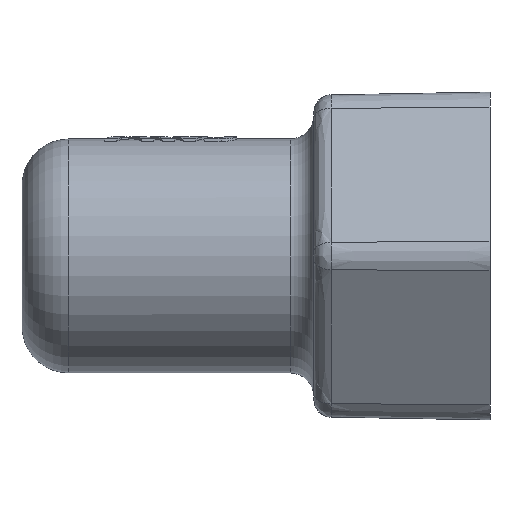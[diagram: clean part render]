
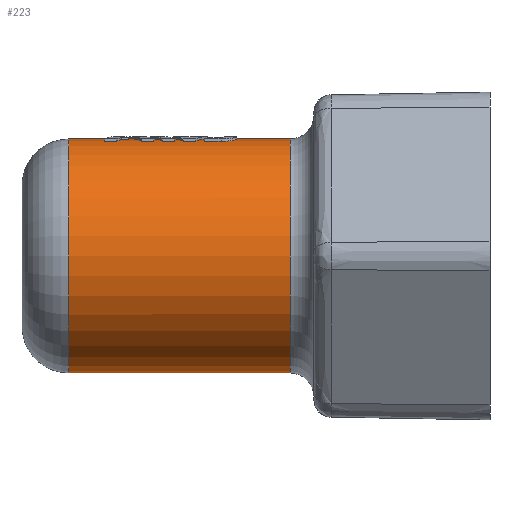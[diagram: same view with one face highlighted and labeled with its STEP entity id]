
A CAD part, left-side view. The second image highlights one B-rep face of the part: STEP entity #223.
In plain terms, the highlighted cylindrical face has radius 10 mm (diameter 20 mm), a partial arc.
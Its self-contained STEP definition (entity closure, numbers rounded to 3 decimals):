
#223=ADVANCED_FACE('',(#493),#494,.T.);
#493=FACE_OUTER_BOUND('',#817,.T.);
#494=CYLINDRICAL_SURFACE('',#818,10.0);
#817=EDGE_LOOP('',(#2828,#2829,#2830,#2831));
#818=AXIS2_PLACEMENT_3D('',#2832,#2833,#2834);
#2828=ORIENTED_EDGE('',*,*,#3541,.F.);
#2829=ORIENTED_EDGE('',*,*,#3542,.T.);
#2830=ORIENTED_EDGE('',*,*,#3543,.F.);
#2831=ORIENTED_EDGE('',*,*,#3544,.T.);
#2832=CARTESIAN_POINT('',(0.0,40.0,0.));
#2833=DIRECTION('',(0.,1.0,0.));
#2834=DIRECTION('',(0.,0.,-1.0));
#3541=EDGE_CURVE('',#4023,#4052,#4169,.T.);
#3542=EDGE_CURVE('',#4023,#4026,#4170,.F.);
#3543=EDGE_CURVE('',#4049,#4026,#4171,.T.);
#3544=EDGE_CURVE('',#4049,#4052,#4172,.F.);
#4023=VERTEX_POINT('',#4830);
#4026=VERTEX_POINT('',#4833);
#4049=VERTEX_POINT('',#4899);
#4052=VERTEX_POINT('',#4902);
#4169=LINE('',#39446,#39447);
#4170=CIRCLE('',#39448,10.0);
#4171=LINE('',#39449,#39450);
#4172=CIRCLE('',#39451,10.0);
#4830=CARTESIAN_POINT('',(0.,17.068,-10.0));
#4833=CARTESIAN_POINT('',(0.,17.068,10.0));
#4899=CARTESIAN_POINT('',(0.,36.0,10.0));
#4902=CARTESIAN_POINT('',(0.,36.0,-10.0));
#39446=CARTESIAN_POINT('',(0.,26.534,-10.0));
#39447=VECTOR('',#42207,1.0);
#39448=AXIS2_PLACEMENT_3D('',#42208,#42209,#42210);
#39449=CARTESIAN_POINT('',(0.,26.534,10.0));
#39450=VECTOR('',#42211,1.0);
#39451=AXIS2_PLACEMENT_3D('',#42212,#42213,#42214);
#42207=DIRECTION('',(0.,1.0,0.));
#42208=CARTESIAN_POINT('',(0.0,17.068,0.));
#42209=DIRECTION('',(0.,-1.0,0.));
#42210=DIRECTION('',(0.,0.,-1.0));
#42211=DIRECTION('',(0.,-1.0,0.));
#42212=CARTESIAN_POINT('',(0.0,36.0,0.));
#42213=DIRECTION('',(0.,1.0,0.));
#42214=DIRECTION('',(0.,0.,1.0));
